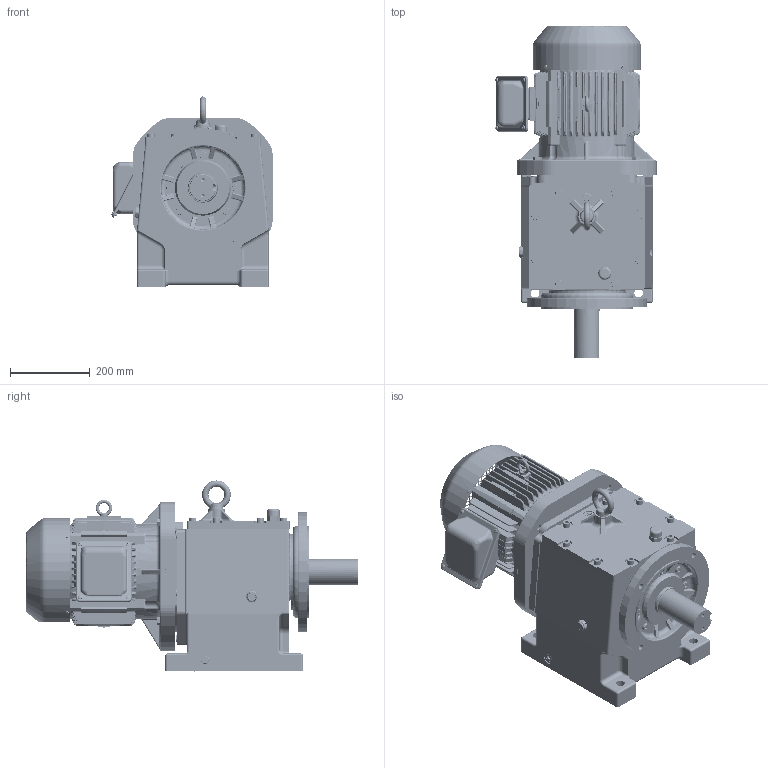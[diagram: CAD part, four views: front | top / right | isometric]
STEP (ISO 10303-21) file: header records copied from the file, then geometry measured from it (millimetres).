
FILE_DESCRIPTION(/* description */ ('Unknown'),/* implementation_level */ '2;1');
FILE_NAME(/* name */ 'EK2DO07244H001_HFM25_132S_CUSTOMER',/* time_stamp */ '2020-01-17T10:32:36+09:00',/* author */ ('Unknown'),/* organization */ ('Unknown'),/* preprocessor_version */ 'ST-DEVELOPER v16.7',/* originating_system */ 'DEX',/* authorisation */ $);
FILE_SCHEMA (('AUTOMOTIVE_DESIGN {1 0 10303 214 3 1 1}'));
Products named in the file (1): だお1
Bounding box: 404.42 x 832.67 x 479.31 mm (x, y, z)
Volume: 52753033.7 mm3; surface area: 1875262.2 mm2
Topology: 2 solids, 81 shells, 5698 faces, 15013 edges, 9505 vertices
Faces by surface type: plane 2369, cylinder 2178, bspline 803, torus 168, cone 151, sphere 29
Full cylindrical faces by diameter (mm): 2.6 x4, 3 x1, 4.917 x8, 5 x4, 6 x8, 6.647 x8, 7 x8, 7.7 x1, 8 x8, 8.376 x3, 8.917 x4, 9 x1, 10 x4, 10.106 x104, 10.5 x4, 10.917 x4, 12 x25, 13.033 x1, 13.835 x4, 14 x30, 15 x2, 16 x1, 16.4 x1, 18 x25, 18.376 x3, 19.5 x6, 20 x18, 20.376 x25, 22 x5, 27 x1
Entity records: 244878 total; most frequent: CARTESIAN_POINT 87860, ORIENTED_EDGE 28040, DIRECTION 27097, EDGE_CURVE 14020, AXIS2_PLACEMENT_3D 9892, VERTEX_POINT 9087, LINE 7313, VECTOR 7313
